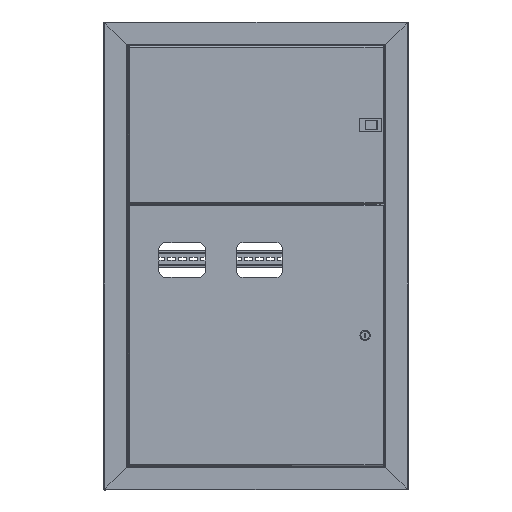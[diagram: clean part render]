
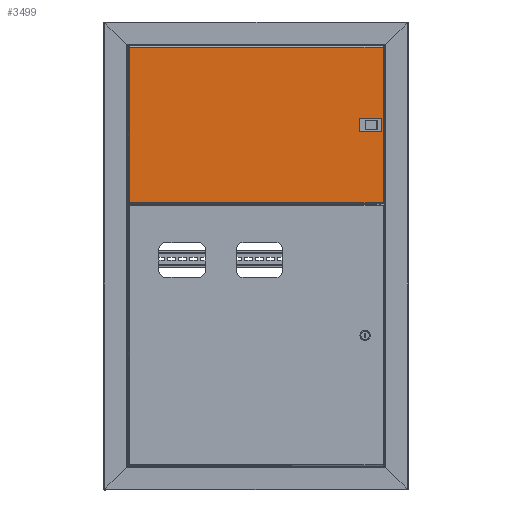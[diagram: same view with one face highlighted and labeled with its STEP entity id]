
A CAD part, top view. The second image highlights one B-rep face of the part: STEP entity #3499.
In plain terms, the highlighted planar face has unit normal (0, 0, 1).
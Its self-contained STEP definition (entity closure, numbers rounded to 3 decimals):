
#449 = LINE ( 'NONE', #48805, #30764 ) ;
#1126 = VERTEX_POINT ( 'NONE', #55066 ) ;
#2802 = CARTESIAN_POINT ( 'NONE',  ( 155.2, 48.5, 0. ) ) ;
#3433 = EDGE_CURVE ( 'NONE', #7527, #36903, #29094, .T. ) ;
#3474 = CARTESIAN_POINT ( 'NONE',  ( 0., 545.7, 0. ) ) ;
#3499 = ADVANCED_FACE ( 'NONE', ( #24716, #25278 ), #15408, .F. ) ;
#5358 = CARTESIAN_POINT ( 'NONE',  ( 334.7, 544., 0. ) ) ;
#5749 = VECTOR ( 'NONE', #47018, 1000. ) ;
#6396 = VECTOR ( 'NONE', #9860, 1000. ) ;
#7227 = CARTESIAN_POINT ( 'NONE',  ( 155.2, 10., 0. ) ) ;
#7527 = VERTEX_POINT ( 'NONE', #51837 ) ;
#7851 = EDGE_CURVE ( 'NONE', #36903, #21446, #25762, .T. ) ;
#8828 = EDGE_CURVE ( 'NONE', #52866, #35647, #47236, .T. ) ;
#8886 = DIRECTION ( 'NONE',  ( 1., 0., 0. ) ) ;
#9156 = CARTESIAN_POINT ( 'NONE',  ( 181.2, 48.5, 0. ) ) ;
#9860 = DIRECTION ( 'NONE',  ( 0., 1., 0. ) ) ;
#9884 = AXIS2_PLACEMENT_3D ( 'NONE', #3474, #20052, #42507 ) ;
#11113 = CARTESIAN_POINT ( 'NONE',  ( 334.993, 544., 0. ) ) ;
#11473 = CARTESIAN_POINT ( 'NONE',  ( 1.7, 544.293, 0. ) ) ;
#14080 = ORIENTED_EDGE ( 'NONE', *, *, #42566, .T. ) ;
#15408 = PLANE ( 'NONE',  #9884 ) ;
#15502 = VECTOR ( 'NONE', #16320, 1000. ) ;
#15529 = CARTESIAN_POINT ( 'NONE',  ( 155.2, 48.5, 0. ) ) ;
#16320 = DIRECTION ( 'NONE',  ( 0., -1., 0. ) ) ;
#18577 = LINE ( 'NONE', #27866, #6396 ) ;
#19084 = VECTOR ( 'NONE', #45084, 1000. ) ;
#19131 = EDGE_CURVE ( 'NONE', #54994, #7527, #449, .T. ) ;
#20052 = DIRECTION ( 'NONE',  ( 0., 0., -1. ) ) ;
#21446 = VERTEX_POINT ( 'NONE', #15529 ) ;
#21988 = CARTESIAN_POINT ( 'NONE',  ( 1.7, 1.7, 0. ) ) ;
#24716 = FACE_BOUND ( 'NONE', #53515, .T. ) ;
#25158 = ORIENTED_EDGE ( 'NONE', *, *, #19131, .F. ) ;
#25278 = FACE_OUTER_BOUND ( 'NONE', #43081, .T. ) ;
#25762 = LINE ( 'NONE', #2802, #33660 ) ;
#26998 = LINE ( 'NONE', #48899, #19084 ) ;
#27866 = CARTESIAN_POINT ( 'NONE',  ( 334.7, 0., 0. ) ) ;
#28790 = VECTOR ( 'NONE', #33761, 1000. ) ;
#29000 = DIRECTION ( 'NONE',  ( -1., 0., 0. ) ) ;
#29094 = LINE ( 'NONE', #38694, #28790 ) ;
#29784 = LINE ( 'NONE', #11473, #5749 ) ;
#30764 = VECTOR ( 'NONE', #8886, 1000. ) ;
#31678 = ORIENTED_EDGE ( 'NONE', *, *, #50095, .F. ) ;
#32675 = ORIENTED_EDGE ( 'NONE', *, *, #7851, .F. ) ;
#33506 = CARTESIAN_POINT ( 'NONE',  ( 155.2, 48.5, 0. ) ) ;
#33660 = VECTOR ( 'NONE', #29000, 1000. ) ;
#33761 = DIRECTION ( 'NONE',  ( 0., 1., 0. ) ) ;
#34564 = ORIENTED_EDGE ( 'NONE', *, *, #38239, .T. ) ;
#35647 = VERTEX_POINT ( 'NONE', #51134 ) ;
#36859 = ORIENTED_EDGE ( 'NONE', *, *, #46136, .T. ) ;
#36903 = VERTEX_POINT ( 'NONE', #9156 ) ;
#38161 = DIRECTION ( 'NONE',  ( -1., 0., 0. ) ) ;
#38239 = EDGE_CURVE ( 'NONE', #38634, #1126, #26998, .T. ) ;
#38425 = VECTOR ( 'NONE', #38161, 1000. ) ;
#38634 = VERTEX_POINT ( 'NONE', #21988 ) ;
#38694 = CARTESIAN_POINT ( 'NONE',  ( 181.2, 48.5, 0. ) ) ;
#42507 = DIRECTION ( 'NONE',  ( -1., 0., 0. ) ) ;
#42566 = EDGE_CURVE ( 'NONE', #1126, #52866, #18577, .T. ) ;
#42853 = ORIENTED_EDGE ( 'NONE', *, *, #8828, .T. ) ;
#43081 = EDGE_LOOP ( 'NONE', ( #34564, #14080, #42853, #36859 ) ) ;
#45084 = DIRECTION ( 'NONE',  ( 1., 0., 0. ) ) ;
#45438 = ORIENTED_EDGE ( 'NONE', *, *, #3433, .F. ) ;
#46136 = EDGE_CURVE ( 'NONE', #35647, #38634, #29784, .T. ) ;
#47018 = DIRECTION ( 'NONE',  ( 0., -1., 0. ) ) ;
#47236 = LINE ( 'NONE', #11113, #38425 ) ;
#48805 = CARTESIAN_POINT ( 'NONE',  ( 155.2, 10., 0. ) ) ;
#48899 = CARTESIAN_POINT ( 'NONE',  ( 1.7, 1.7, 0. ) ) ;
#50095 = EDGE_CURVE ( 'NONE', #21446, #54994, #51327, .T. ) ;
#51134 = CARTESIAN_POINT ( 'NONE',  ( 1.7, 544., 0. ) ) ;
#51327 = LINE ( 'NONE', #33506, #15502 ) ;
#51837 = CARTESIAN_POINT ( 'NONE',  ( 181.2, 10., 0. ) ) ;
#52866 = VERTEX_POINT ( 'NONE', #5358 ) ;
#53515 = EDGE_LOOP ( 'NONE', ( #25158, #31678, #32675, #45438 ) ) ;
#54994 = VERTEX_POINT ( 'NONE', #7227 ) ;
#55066 = CARTESIAN_POINT ( 'NONE',  ( 334.7, 1.7, 0. ) ) ;
